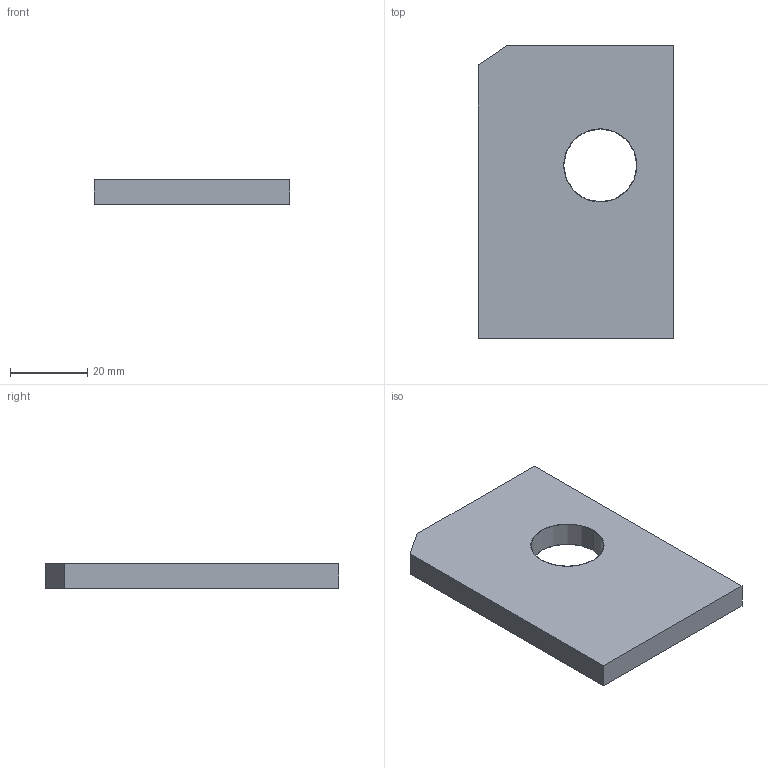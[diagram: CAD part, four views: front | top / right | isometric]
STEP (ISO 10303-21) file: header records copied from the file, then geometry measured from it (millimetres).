
FILE_DESCRIPTION(('CATIA V5 STEP','CAx-IF Rec.Pracs.--- Model Styling and Organization---1.5--- 2016-08-15','CAx-IF Rec.Pracs.---Supplemental Geometry---1.0---2011-11-01','CAx-IF Rec.Pracs.---Representation and Presentation of Product Manufacturing Information (PMI)---4.0---2014-10-13','CAx-IF Rec.Pracs.--- Composite Materials ---3.4---2017-06-13','CAx-IF Rec.Pracs.---Tessellated 3D Geometry---1.0---2015-12-17','CAx-IF Rec.Pracs.---Persistent IDs---1.00---2023-11-28'),'2;1');
FILE_NAME('V56R2022_plate_w_hole_UUID_rev_0.3.stp','2025-03-24T22:51:31+00:00',('none'),('none','NIST manually updated each record containing V5_UUID_ATTRIBUTE to insert UUID_SET_ITEM in that record. No other modifications were made to the data set. The version of of 442 was updated to the AP 242 ed4 FDIS version (7).'),'CATIA Version 5-6 Release 2022','CATIA V5 STEP AP242 v2','none');
FILE_SCHEMA(('AP242_MANAGED_MODEL_BASED_3D_ENGINEERING_MIM_LF {1 0 10303 442 7 1 4}'));
Length unit declared in the file: millimetre
Products named in the file (1): V5_plate_w_hole_UUID_rev_0.3
Bounding box: 50.8 x 76.2 x 6.4 mm (x, y, z)
Surface area: 18254 mm2
Topology: 2 solids, 2 shells, 18 faces, 21 edges, 14 vertices
Faces by surface type: other 9, plane 7, cylinder 2
Entity records: 921 total; most frequent: CARTESIAN_POINT 94, DIRECTION 77, V5_UUID_ATTRIBUTE 50, ORIENTED_EDGE 42, COORDINATES_LIST 38, AXIS2_PLACEMENT_3D 37, TESSELLATED_CURVE_SET 28, EDGE_CURVE 21
